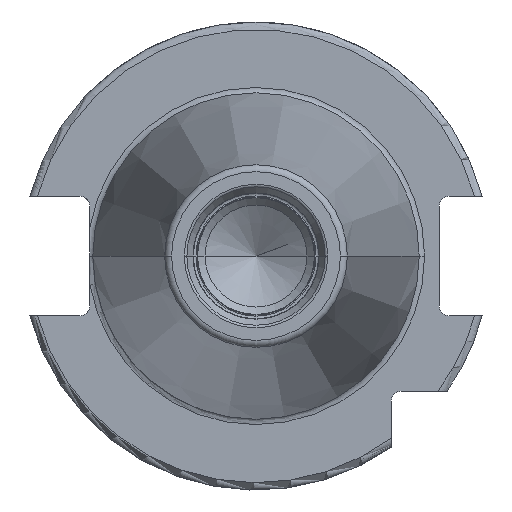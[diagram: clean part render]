
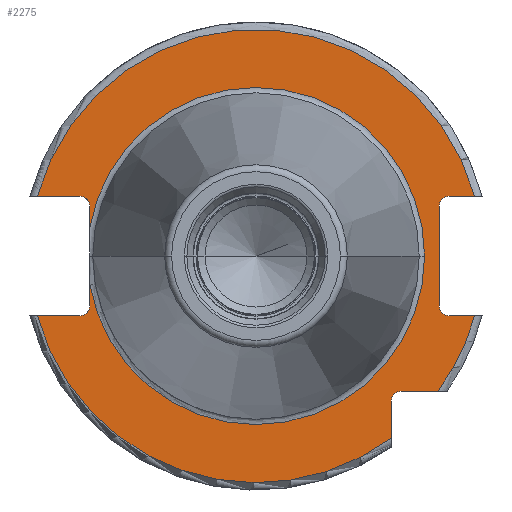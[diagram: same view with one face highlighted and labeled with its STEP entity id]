
A CAD part, left-side view. The second image highlights one B-rep face of the part: STEP entity #2275.
In plain terms, the highlighted planar face has unit normal (-1, 0, 0).
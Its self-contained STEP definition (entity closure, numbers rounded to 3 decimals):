
#105=CARTESIAN_POINT('',(3.2,22.55,-3.842));
#117=CARTESIAN_POINT('',(3.2,0.,0.));
#118=DIRECTION('',(-1.,0.,0.));
#119=DIRECTION('',(0.,0.986,-0.168));
#120=AXIS2_PLACEMENT_3D('',#117,#118,#119);
#135=CARTESIAN_POINT('',(3.2,23.9,-6.75));
#136=DIRECTION('',(1.,0.,0.));
#137=DIRECTION('',(0.,-1.,0.));
#138=AXIS2_PLACEMENT_3D('',#135,#136,#137);
#341=CARTESIAN_POINT('',(3.2,23.9,6.75));
#342=DIRECTION('',(1.,0.,0.));
#343=DIRECTION('',(0.,0.,1.));
#344=AXIS2_PLACEMENT_3D('',#341,#342,#343);
#386=CARTESIAN_POINT('',(3.2,-26.2,6.75));
#387=DIRECTION('',(1.,0.,0.));
#388=DIRECTION('',(0.,1.,0.));
#389=AXIS2_PLACEMENT_3D('',#386,#387,#388);
#404=CARTESIAN_POINT('',(3.2,-26.2,-6.75));
#405=DIRECTION('',(1.,0.,0.));
#406=DIRECTION('',(0.,0.,-1.));
#407=AXIS2_PLACEMENT_3D('',#404,#405,#406);
#471=DIRECTION('',(0.,0.,-1.));
#472=VECTOR('',#471,2.908);
#473=CARTESIAN_POINT('',(3.2,22.55,6.75));
#474=LINE('',#473,#472);
#475=DIRECTION('',(0.,-1.,0.));
#476=VECTOR('',#475,5.777);
#477=CARTESIAN_POINT('',(3.2,29.677,8.1));
#478=LINE('',#477,#476);
#479=CARTESIAN_POINT('',(3.2,0.,0.));
#480=DIRECTION('',(1.,0.,0.));
#481=DIRECTION('',(0.,0.965,0.263));
#482=AXIS2_PLACEMENT_3D('',#479,#480,#481);
#484=DIRECTION('',(0.,1.,0.));
#485=VECTOR('',#484,3.477);
#486=CARTESIAN_POINT('',(3.2,-29.677,8.1));
#487=LINE('',#486,#485);
#488=DIRECTION('',(0.,0.,1.));
#489=VECTOR('',#488,13.5);
#490=CARTESIAN_POINT('',(3.2,-24.85,-6.75));
#491=LINE('',#490,#489);
#492=DIRECTION('',(0.,1.,0.));
#493=VECTOR('',#492,3.477);
#494=CARTESIAN_POINT('',(3.2,-29.677,-8.1));
#495=LINE('',#494,#493);
#496=CARTESIAN_POINT('',(3.2,0.,0.));
#497=DIRECTION('',(-1.,0.,0.));
#498=DIRECTION('',(0.,-0.803,-0.597));
#499=AXIS2_PLACEMENT_3D('',#496,#497,#498);
#501=DIRECTION('',(0.,-1.,0.));
#502=VECTOR('',#501,4.99);
#503=CARTESIAN_POINT('',(3.2,-19.7,-18.35));
#504=LINE('',#503,#502);
#505=DIRECTION('',(0.,0.,1.));
#506=VECTOR('',#505,4.99);
#507=CARTESIAN_POINT('',(3.2,-18.35,-24.69));
#508=LINE('',#507,#506);
#509=CARTESIAN_POINT('',(3.2,0.,0.));
#510=DIRECTION('',(-1.,0.,0.));
#511=DIRECTION('',(0.,0.965,-0.263));
#512=AXIS2_PLACEMENT_3D('',#509,#510,#511);
#514=DIRECTION('',(0.,-1.,0.));
#515=VECTOR('',#514,5.777);
#516=CARTESIAN_POINT('',(3.2,29.677,-8.1));
#517=LINE('',#516,#515);
#518=DIRECTION('',(0.,0.,-1.));
#519=VECTOR('',#518,2.908);
#520=CARTESIAN_POINT('',(3.2,22.55,-3.842));
#521=LINE('',#520,#519);
#531=CARTESIAN_POINT('',(3.2,29.677,8.1));
#538=CARTESIAN_POINT('',(3.2,-29.677,8.1));
#958=CARTESIAN_POINT('',(3.2,29.677,-8.1));
#994=CARTESIAN_POINT('',(3.2,-29.677,-8.1));
#1021=CARTESIAN_POINT('',(3.2,-19.7,-19.7));
#1022=DIRECTION('',(1.,0.,0.));
#1023=DIRECTION('',(0.,1.,0.));
#1024=AXIS2_PLACEMENT_3D('',#1021,#1022,#1023);
#1092=CARTESIAN_POINT('',(3.2,22.55,3.842));
#1103=CARTESIAN_POINT('',(3.2,0.,0.));
#1104=DIRECTION('',(1.,0.,0.));
#1105=DIRECTION('',(0.,0.986,0.168));
#1106=AXIS2_PLACEMENT_3D('',#1103,#1104,#1105);
#1326=CARTESIAN_POINT('',(3.2,-22.875,0.));
#1328=VERTEX_POINT('',#1326);
#1468=VERTEX_POINT('',#1092);
#1470=VERTEX_POINT('',#105);
#1473=VERTEX_POINT('',#531);
#1474=VERTEX_POINT('',#538);
#1477=VERTEX_POINT('',#958);
#1478=VERTEX_POINT('',#994);
#1493=CARTESIAN_POINT('',(3.2,-18.35,-24.69));
#1494=VERTEX_POINT('',#1493);
#1496=CARTESIAN_POINT('',(3.2,23.9,-8.1));
#1498=VERTEX_POINT('',#1496);
#1500=CARTESIAN_POINT('',(3.2,23.9,8.1));
#1502=VERTEX_POINT('',#1500);
#1504=CARTESIAN_POINT('',(3.2,-24.85,-6.75));
#1506=VERTEX_POINT('',#1504);
#1508=CARTESIAN_POINT('',(3.2,-26.2,-8.1));
#1510=VERTEX_POINT('',#1508);
#1512=CARTESIAN_POINT('',(3.2,-26.2,8.1));
#1514=VERTEX_POINT('',#1512);
#1516=CARTESIAN_POINT('',(3.2,-24.85,6.75));
#1518=VERTEX_POINT('',#1516);
#1525=CARTESIAN_POINT('',(3.2,22.55,6.75));
#1526=VERTEX_POINT('',#1525);
#1527=CARTESIAN_POINT('',(3.2,22.55,-6.75));
#1528=VERTEX_POINT('',#1527);
#1529=CARTESIAN_POINT('',(3.2,-19.7,-18.35));
#1530=CARTESIAN_POINT('',(3.2,-24.69,-18.35));
#1531=VERTEX_POINT('',#1529);
#1532=VERTEX_POINT('',#1530);
#1533=CARTESIAN_POINT('',(3.2,-18.35,-19.7));
#1534=VERTEX_POINT('',#1533);
#2242=CARTESIAN_POINT('',(3.2,0.,0.));
#2243=DIRECTION('',(1.,0.,0.));
#2244=DIRECTION('',(0.,-1.,0.));
#2245=AXIS2_PLACEMENT_3D('',#2242,#2243,#2244);
#2246=PLANE('',#2245);
#2247=ORIENTED_EDGE('',*,*,#1740,.F.);
#2248=ORIENTED_EDGE('',*,*,#2017,.F.);
#2249=ORIENTED_EDGE('',*,*,#2051,.F.);
#2251=ORIENTED_EDGE('',*,*,#2250,.T.);
#2252=ORIENTED_EDGE('',*,*,#2077,.T.);
#2253=ORIENTED_EDGE('',*,*,#2113,.F.);
#2254=ORIENTED_EDGE('',*,*,#2125,.F.);
#2255=ORIENTED_EDGE('',*,*,#2141,.F.);
#2256=ORIENTED_EDGE('',*,*,#2175,.F.);
#2258=ORIENTED_EDGE('',*,*,#2257,.F.);
#2260=ORIENTED_EDGE('',*,*,#2259,.F.);
#2262=ORIENTED_EDGE('',*,*,#2261,.F.);
#2264=ORIENTED_EDGE('',*,*,#2263,.F.);
#2266=ORIENTED_EDGE('',*,*,#2265,.F.);
#2267=ORIENTED_EDGE('',*,*,#2215,.T.);
#2268=ORIENTED_EDGE('',*,*,#1760,.F.);
#2269=ORIENTED_EDGE('',*,*,#1745,.F.);
#2270=ORIENTED_EDGE('',*,*,#1722,.T.);
#2272=ORIENTED_EDGE('',*,*,#2271,.F.);
#2273=EDGE_LOOP('',(#2247,#2248,#2249,#2251,#2252,#2253,#2254,#2255,#2256,#2258,
#2260,#2262,#2264,#2266,#2267,#2268,#2269,#2270,#2272));
#2274=FACE_OUTER_BOUND('',#2273,.F.);
#2275=ADVANCED_FACE('',(#2274),#2246,.F.);
#121=CIRCLE('',#120,22.875);
#139=CIRCLE('',#138,1.35);
#345=CIRCLE('',#344,1.35);
#390=CIRCLE('',#389,1.35);
#408=CIRCLE('',#407,1.35);
#483=CIRCLE('',#482,30.763);
#500=CIRCLE('',#499,30.763);
#513=CIRCLE('',#512,30.763);
#1025=CIRCLE('',#1024,1.35);
#1107=CIRCLE('',#1106,22.875);
#1722=EDGE_CURVE('',#1470,#1328,#121,.T.);
#1740=EDGE_CURVE('',#1526,#1468,#474,.T.);
#1745=EDGE_CURVE('',#1470,#1528,#521,.T.);
#1760=EDGE_CURVE('',#1528,#1498,#139,.T.);
#2017=EDGE_CURVE('',#1502,#1526,#345,.T.);
#2051=EDGE_CURVE('',#1473,#1502,#478,.T.);
#2077=EDGE_CURVE('',#1474,#1514,#487,.T.);
#2113=EDGE_CURVE('',#1518,#1514,#390,.T.);
#2125=EDGE_CURVE('',#1506,#1518,#491,.T.);
#2141=EDGE_CURVE('',#1510,#1506,#408,.T.);
#2175=EDGE_CURVE('',#1478,#1510,#495,.T.);
#2215=EDGE_CURVE('',#1477,#1498,#517,.T.);
#2250=EDGE_CURVE('',#1473,#1474,#483,.T.);
#2257=EDGE_CURVE('',#1532,#1478,#500,.T.);
#2259=EDGE_CURVE('',#1531,#1532,#504,.T.);
#2261=EDGE_CURVE('',#1534,#1531,#1025,.T.);
#2263=EDGE_CURVE('',#1494,#1534,#508,.T.);
#2265=EDGE_CURVE('',#1477,#1494,#513,.T.);
#2271=EDGE_CURVE('',#1468,#1328,#1107,.T.);
